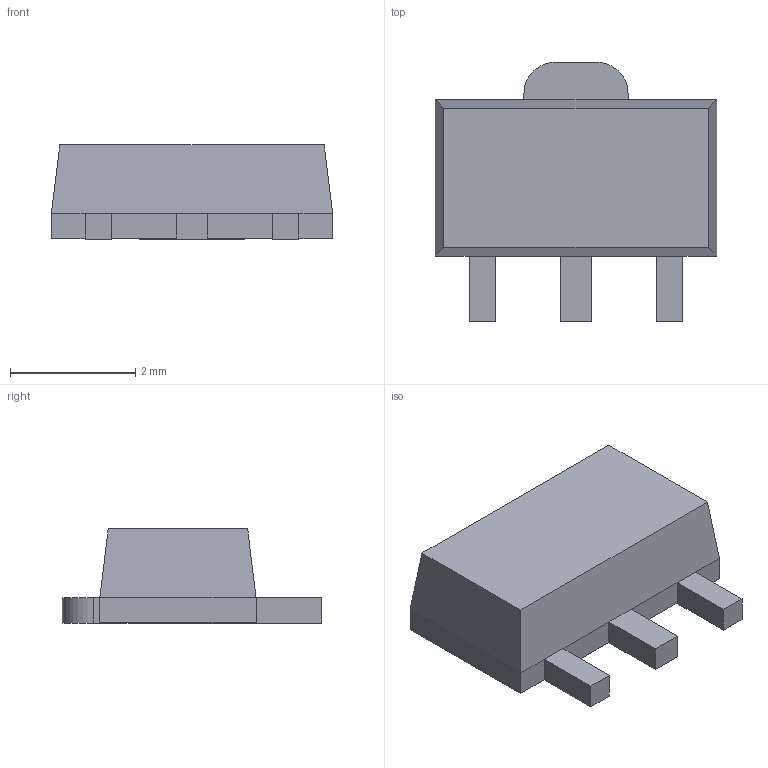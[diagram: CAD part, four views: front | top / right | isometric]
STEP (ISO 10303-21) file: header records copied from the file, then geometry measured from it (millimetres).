
FILE_DESCRIPTION (( 'STEP AP214' ), '1' );
FILE_NAME ('SOT-89-3_L4.5-W2.5-P1.50-LS4.1-BL.STEP', '2021-10-27T12:43:28', ( 'Sky123.Org' ), ( 'Sky123.Org' ), 'SwSTEP 2.0', 'SolidWorks 2017', '' );
FILE_SCHEMA (( 'AUTOMOTIVE_DESIGN' ));
Length unit declared in the file: millimetre
Products named in the file (1): SOT-89-3_L4.5-W2.5-P1.50-LS4.1-BL
Bounding box: 4.5 x 4.15 x 1.5 mm (x, y, z)
Volume: 16.8 mm3; surface area: 48.8 mm2
Topology: 1 solids, 1 shells, 103 faces, 270 edges, 176 vertices
Faces by surface type: plane 87, bspline 14, cylinder 2
Entity records: 4332 total; most frequent: CARTESIAN_POINT 1348, ORIENTED_EDGE 540, DIRECTION 426, EDGE_CURVE 270, VECTOR 238, LINE 238, VERTEX_POINT 176, EDGE_LOOP 110
